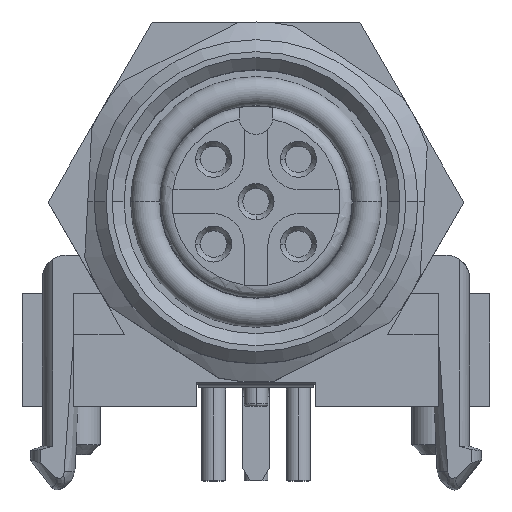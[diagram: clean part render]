
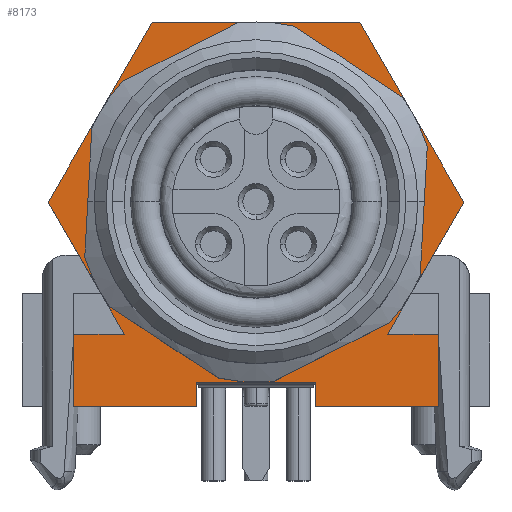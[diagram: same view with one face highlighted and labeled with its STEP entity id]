
A CAD part, top view. The second image highlights one B-rep face of the part: STEP entity #8173.
In plain terms, the highlighted planar face has unit normal (0, 0, 1).
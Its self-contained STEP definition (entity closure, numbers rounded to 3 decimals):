
#1086=DIRECTION('',(1.,0.,0.));
#1087=VECTOR('',#1086,5.);
#1088=CARTESIAN_POINT('',(-2.5,-7.5,-14.));
#1089=LINE('',#1088,#1087);
#1090=DIRECTION('',(1.,0.,0.));
#1091=VECTOR('',#1090,2.115);
#1092=CARTESIAN_POINT('',(-7.6,-5.5,-14.));
#1093=LINE('',#1092,#1091);
#1094=DIRECTION('',(0.5,0.866,0.));
#1095=VECTOR('',#1094,8.66);
#1096=CARTESIAN_POINT('',(-8.66,0.,-14.));
#1097=LINE('',#1096,#1095);
#1098=DIRECTION('',(1.,0.,0.));
#1099=VECTOR('',#1098,8.66);
#1100=CARTESIAN_POINT('',(-4.33,7.5,-14.));
#1101=LINE('',#1100,#1099);
#1102=DIRECTION('',(0.5,-0.866,0.));
#1103=VECTOR('',#1102,8.66);
#1104=CARTESIAN_POINT('',(4.33,7.5,-14.));
#1105=LINE('',#1104,#1103);
#1106=DIRECTION('',(1.,0.,0.));
#1107=VECTOR('',#1106,2.115);
#1108=CARTESIAN_POINT('',(5.485,-5.5,-14.));
#1109=LINE('',#1108,#1107);
#1110=DIRECTION('',(0.,-1.,0.));
#1111=VECTOR('',#1110,3.);
#1112=CARTESIAN_POINT('',(7.6,-5.5,-14.));
#1113=LINE('',#1112,#1111);
#1114=CARTESIAN_POINT('',(0.,0.,-14.));
#1115=DIRECTION('',(0.,0.,-1.));
#1116=DIRECTION('',(1.,0.,0.));
#1117=AXIS2_PLACEMENT_3D('',#1114,#1115,#1116);
#1119=CARTESIAN_POINT('',(0.,0.,-14.));
#1120=DIRECTION('',(0.,0.,-1.));
#1121=DIRECTION('',(-1.,0.,0.));
#1122=AXIS2_PLACEMENT_3D('',#1119,#1120,#1121);
#1589=DIRECTION('',(0.,-1.,0.));
#1590=VECTOR('',#1589,1.);
#1591=CARTESIAN_POINT('',(2.5,-7.5,-14.));
#1592=LINE('',#1591,#1590);
#1610=DIRECTION('',(-1.,0.,0.));
#1611=VECTOR('',#1610,5.1);
#1612=CARTESIAN_POINT('',(7.6,-8.5,-14.));
#1613=LINE('',#1612,#1611);
#1694=DIRECTION('',(-1.,0.,0.));
#1695=VECTOR('',#1694,5.1);
#1696=CARTESIAN_POINT('',(-2.5,-8.5,-14.));
#1697=LINE('',#1696,#1695);
#1881=DIRECTION('',(0.5,-0.866,0.));
#1882=VECTOR('',#1881,6.351);
#1883=CARTESIAN_POINT('',(-8.66,0.,-14.));
#1884=LINE('',#1883,#1882);
#1897=DIRECTION('',(0.,-1.,0.));
#1898=VECTOR('',#1897,3.);
#1899=CARTESIAN_POINT('',(-7.6,-5.5,-14.));
#1900=LINE('',#1899,#1898);
#2565=DIRECTION('',(0.,1.,0.));
#2566=VECTOR('',#2565,1.);
#2567=CARTESIAN_POINT('',(-2.5,-8.5,-14.));
#2568=LINE('',#2567,#2566);
#4555=DIRECTION('',(0.5,0.866,0.));
#4556=VECTOR('',#4555,6.351);
#4557=CARTESIAN_POINT('',(5.485,-5.5,-14.));
#4558=LINE('',#4557,#4556);
#6989=CARTESIAN_POINT('',(-8.66,0.,-14.));
#6990=CARTESIAN_POINT('',(-4.33,7.5,-14.));
#6991=VERTEX_POINT('',#6989);
#6992=VERTEX_POINT('',#6990);
#6993=CARTESIAN_POINT('',(4.33,7.5,-14.));
#6994=VERTEX_POINT('',#6993);
#6995=CARTESIAN_POINT('',(8.66,0.,-14.));
#6996=VERTEX_POINT('',#6995);
#7039=CARTESIAN_POINT('',(7.6,-8.5,-14.));
#7040=VERTEX_POINT('',#7039);
#7041=CARTESIAN_POINT('',(2.5,-8.5,-14.));
#7042=VERTEX_POINT('',#7041);
#7043=CARTESIAN_POINT('',(-2.5,-8.5,-14.));
#7044=CARTESIAN_POINT('',(-7.6,-8.5,-14.));
#7045=VERTEX_POINT('',#7043);
#7046=VERTEX_POINT('',#7044);
#7097=CARTESIAN_POINT('',(5.485,-5.5,-14.));
#7098=CARTESIAN_POINT('',(7.6,-5.5,-14.));
#7099=VERTEX_POINT('',#7097);
#7100=VERTEX_POINT('',#7098);
#7101=CARTESIAN_POINT('',(-7.6,-5.5,-14.));
#7102=CARTESIAN_POINT('',(-5.485,-5.5,-14.));
#7103=VERTEX_POINT('',#7101);
#7104=VERTEX_POINT('',#7102);
#7383=CARTESIAN_POINT('',(-2.5,-7.5,-14.));
#7384=CARTESIAN_POINT('',(2.5,-7.5,-14.));
#7385=VERTEX_POINT('',#7383);
#7386=VERTEX_POINT('',#7384);
#7495=CARTESIAN_POINT('',(7.,0.,-14.));
#7496=VERTEX_POINT('',#7495);
#7499=CARTESIAN_POINT('',(-7.,0.,-14.));
#7500=VERTEX_POINT('',#7499);
#8134=CARTESIAN_POINT('',(0.,0.,-14.));
#8135=DIRECTION('',(0.,0.,-1.));
#8136=DIRECTION('',(1.,0.,0.));
#8137=AXIS2_PLACEMENT_3D('',#8134,#8135,#8136);
#8138=PLANE('',#8137);
#8140=ORIENTED_EDGE('',*,*,#8139,.F.);
#8142=ORIENTED_EDGE('',*,*,#8141,.F.);
#8144=ORIENTED_EDGE('',*,*,#8143,.T.);
#8146=ORIENTED_EDGE('',*,*,#8145,.F.);
#8148=ORIENTED_EDGE('',*,*,#8147,.T.);
#8150=ORIENTED_EDGE('',*,*,#8149,.F.);
#8152=ORIENTED_EDGE('',*,*,#8151,.T.);
#8154=ORIENTED_EDGE('',*,*,#8153,.T.);
#8156=ORIENTED_EDGE('',*,*,#8155,.T.);
#8158=ORIENTED_EDGE('',*,*,#8157,.F.);
#8160=ORIENTED_EDGE('',*,*,#8159,.T.);
#8162=ORIENTED_EDGE('',*,*,#8161,.T.);
#8164=ORIENTED_EDGE('',*,*,#8163,.T.);
#8166=ORIENTED_EDGE('',*,*,#8165,.F.);
#8167=EDGE_LOOP('',(#8140,#8142,#8144,#8146,#8148,#8150,#8152,#8154,#8156,#8158,
#8160,#8162,#8164,#8166));
#8168=FACE_OUTER_BOUND('',#8167,.F.);
#8169=ORIENTED_EDGE('',*,*,#8127,.F.);
#8170=ORIENTED_EDGE('',*,*,#8116,.F.);
#8171=EDGE_LOOP('',(#8169,#8170));
#8172=FACE_BOUND('',#8171,.F.);
#1118=CIRCLE('',#1117,7.);
#1123=CIRCLE('',#1122,7.);
#8116=EDGE_CURVE('',#7500,#7496,#1123,.T.);
#8127=EDGE_CURVE('',#7496,#7500,#1118,.T.);
#8139=EDGE_CURVE('',#7385,#7386,#1089,.T.);
#8141=EDGE_CURVE('',#7045,#7385,#2568,.T.);
#8143=EDGE_CURVE('',#7045,#7046,#1697,.T.);
#8145=EDGE_CURVE('',#7103,#7046,#1900,.T.);
#8147=EDGE_CURVE('',#7103,#7104,#1093,.T.);
#8149=EDGE_CURVE('',#6991,#7104,#1884,.T.);
#8151=EDGE_CURVE('',#6991,#6992,#1097,.T.);
#8153=EDGE_CURVE('',#6992,#6994,#1101,.T.);
#8155=EDGE_CURVE('',#6994,#6996,#1105,.T.);
#8157=EDGE_CURVE('',#7099,#6996,#4558,.T.);
#8159=EDGE_CURVE('',#7099,#7100,#1109,.T.);
#8161=EDGE_CURVE('',#7100,#7040,#1113,.T.);
#8163=EDGE_CURVE('',#7040,#7042,#1613,.T.);
#8165=EDGE_CURVE('',#7386,#7042,#1592,.T.);
#8173=ADVANCED_FACE('',(#8168,#8172),#8138,.F.);
